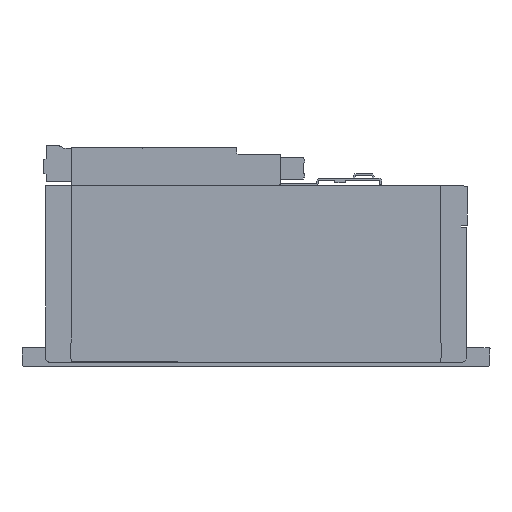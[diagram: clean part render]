
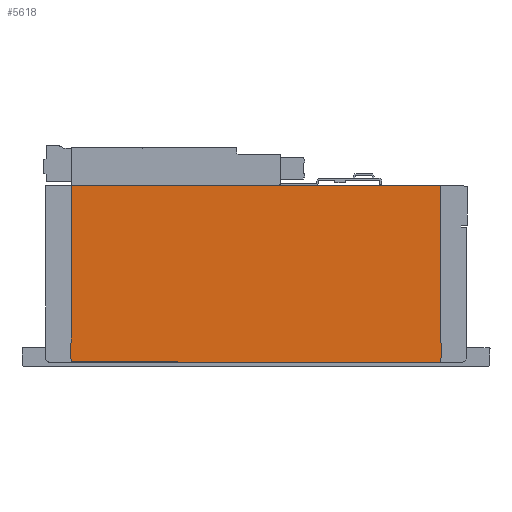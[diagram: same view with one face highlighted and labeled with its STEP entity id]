
A CAD part, left-side view. The second image highlights one B-rep face of the part: STEP entity #5618.
In plain terms, the highlighted planar face has unit normal (-1, 0, 0).
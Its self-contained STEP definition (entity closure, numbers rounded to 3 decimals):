
#1179=FACE_OUTER_BOUND($,#1362,.T.);
#1362=EDGE_LOOP($,(#5244,#5245,#5246,#5247,#5248,#5249,#5250,#5251,#5252,
#5253,#5254,#5255,#5256));
#2405=LINE($,#11028,#3476);
#2408=LINE($,#11034,#3479);
#2411=LINE($,#11040,#3482);
#2414=LINE($,#11046,#3485);
#2417=LINE($,#11052,#3488);
#2420=LINE($,#11058,#3491);
#2422=LINE($,#11062,#3493);
#2423=LINE($,#11064,#3494);
#2424=LINE($,#11066,#3495);
#2425=LINE($,#11068,#3496);
#2426=LINE($,#11070,#3497);
#2427=LINE($,#11072,#3498);
#2428=LINE($,#11073,#3499);
#3476=VECTOR($,#7730,79.274);
#3479=VECTOR($,#7735,7.2);
#3482=VECTOR($,#7740,5.007);
#3485=VECTOR($,#7745,11.042);
#3488=VECTOR($,#7750,0.969);
#3491=VECTOR($,#7755,1.804);
#3493=VECTOR($,#7759,219.001);
#3494=VECTOR($,#7760,79.209);
#3495=VECTOR($,#7761,23.5);
#3496=VECTOR($,#7762,0.19);
#3497=VECTOR($,#7763,0.708);
#3498=VECTOR($,#7764,1.804);
#3499=VECTOR($,#7765,218.845);
#3813=VERTEX_POINT($,#11025);
#3814=VERTEX_POINT($,#11027);
#3816=VERTEX_POINT($,#11033);
#3818=VERTEX_POINT($,#11039);
#3820=VERTEX_POINT($,#11045);
#3822=VERTEX_POINT($,#11051);
#3824=VERTEX_POINT($,#11057);
#3825=VERTEX_POINT($,#11061);
#3826=VERTEX_POINT($,#11063);
#3827=VERTEX_POINT($,#11065);
#3828=VERTEX_POINT($,#11067);
#3829=VERTEX_POINT($,#11069);
#3830=VERTEX_POINT($,#11071);
#4287=EDGE_CURVE($,#3814,#3813,#2405,.T.);
#4290=EDGE_CURVE($,#3816,#3814,#2408,.T.);
#4293=EDGE_CURVE($,#3818,#3816,#2411,.T.);
#4296=EDGE_CURVE($,#3820,#3818,#2414,.T.);
#4299=EDGE_CURVE($,#3822,#3820,#2417,.T.);
#4302=EDGE_CURVE($,#3824,#3822,#2420,.T.);
#4304=EDGE_CURVE($,#3813,#3825,#2422,.T.);
#4305=EDGE_CURVE($,#3825,#3826,#2423,.T.);
#4306=EDGE_CURVE($,#3826,#3827,#2424,.T.);
#4307=EDGE_CURVE($,#3827,#3828,#2425,.T.);
#4308=EDGE_CURVE($,#3828,#3829,#2426,.T.);
#4309=EDGE_CURVE($,#3829,#3830,#2427,.T.);
#4310=EDGE_CURVE($,#3830,#3824,#2428,.T.);
#5244=ORIENTED_EDGE($,*,*,#4304,.T.);
#5245=ORIENTED_EDGE($,*,*,#4305,.T.);
#5246=ORIENTED_EDGE($,*,*,#4306,.T.);
#5247=ORIENTED_EDGE($,*,*,#4307,.T.);
#5248=ORIENTED_EDGE($,*,*,#4308,.T.);
#5249=ORIENTED_EDGE($,*,*,#4309,.T.);
#5250=ORIENTED_EDGE($,*,*,#4310,.T.);
#5251=ORIENTED_EDGE($,*,*,#4302,.T.);
#5252=ORIENTED_EDGE($,*,*,#4299,.T.);
#5253=ORIENTED_EDGE($,*,*,#4296,.T.);
#5254=ORIENTED_EDGE($,*,*,#4293,.T.);
#5255=ORIENTED_EDGE($,*,*,#4290,.T.);
#5256=ORIENTED_EDGE($,*,*,#4287,.T.);
#5435=PLANE($,#5997);
#5618=ADVANCED_FACE($,(#1179),#5435,.T.);
#5997=AXIS2_PLACEMENT_3D($,#11060,#7757,#7758);
#7730=DIRECTION($,(0.,0.,1.));
#7735=DIRECTION($,(0.,0.026,1.));
#7740=DIRECTION($,(0.,0.026,1.));
#7745=DIRECTION($,(0.,0.026,1.));
#7750=DIRECTION($,(0.,-0.707,0.707));
#7755=DIRECTION($,(0.,-0.001,1.));
#7757=DIRECTION('center_axis',(-1.,0.,0.));
#7758=DIRECTION('ref_axis',(0.,0.,1.));
#7759=DIRECTION($,(0.,1.,0.));
#7760=DIRECTION($,(0.,0.,-1.));
#7761=DIRECTION($,(0.,0.026,-1.));
#7762=DIRECTION($,(0.,-1.,0.));
#7763=DIRECTION($,(0.,-0.708,-0.706));
#7764=DIRECTION($,(0.,-0.001,-1.));
#7765=DIRECTION($,(0.,-1.,0.));
#11025=CARTESIAN_POINT('',(0.,-109.5,107.514));
#11027=CARTESIAN_POINT('',(0.,-109.5,28.24));
#11028=CARTESIAN_POINT($,(0.,-109.5,28.24));
#11033=CARTESIAN_POINT('',(0.,-109.689,21.042));
#11034=CARTESIAN_POINT($,(0.,-109.689,21.042));
#11039=CARTESIAN_POINT('',(0.,-109.82,16.037));
#11040=CARTESIAN_POINT($,(0.,-109.82,16.037));
#11045=CARTESIAN_POINT('',(0.,-110.109,4.999));
#11046=CARTESIAN_POINT($,(0.,-110.109,4.999));
#11051=CARTESIAN_POINT('',(0.,-109.424,4.314));
#11052=CARTESIAN_POINT($,(0.,-109.424,4.314));
#11057=CARTESIAN_POINT('',(0.,-109.423,2.51));
#11058=CARTESIAN_POINT($,(0.,-109.423,2.51));
#11060=CARTESIAN_POINT('Origin',(0.,22.516,54.953));
#11061=CARTESIAN_POINT('',(0.,109.5,107.514));
#11062=CARTESIAN_POINT($,(0.,-39.5,107.514));
#11063=CARTESIAN_POINT('',(0.,109.5,28.305));
#11064=CARTESIAN_POINT($,(0.,109.5,107.514));
#11065=CARTESIAN_POINT('',(0.,110.115,4.813));
#11066=CARTESIAN_POINT($,(0.,109.5,28.305));
#11067=CARTESIAN_POINT('',(0.,109.925,4.813));
#11068=CARTESIAN_POINT($,(0.,110.115,4.813));
#11069=CARTESIAN_POINT('',(0.,109.424,4.314));
#11070=CARTESIAN_POINT($,(0.,109.925,4.813));
#11071=CARTESIAN_POINT('',(0.,109.423,2.51));
#11072=CARTESIAN_POINT($,(0.,109.424,4.314));
#11073=CARTESIAN_POINT($,(0.,-13.389,2.51));
